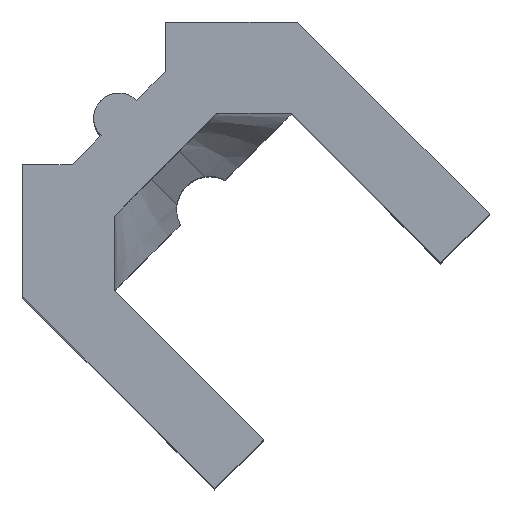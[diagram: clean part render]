
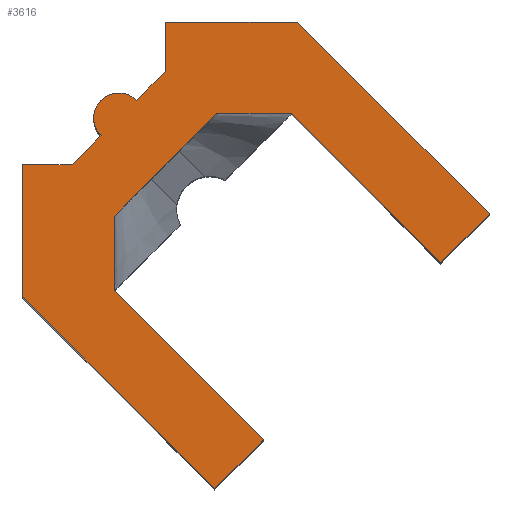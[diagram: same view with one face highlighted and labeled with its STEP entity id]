
A CAD part, top view. The second image highlights one B-rep face of the part: STEP entity #3616.
In plain terms, the highlighted planar face has unit normal (0, 0, 1).
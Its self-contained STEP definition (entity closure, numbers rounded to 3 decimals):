
#143=CIRCLE('',#3957,0.95);
#367=FACE_OUTER_BOUND('',#561,.T.);
#561=EDGE_LOOP('',(#3004,#3005,#3006,#3007,#3008,#3009,#3010,#3011,#3012,
#3013,#3014,#3015,#3016,#3017,#3018,#3019,#3020,#3021,#3022,#3023));
#763=LINE('',#5560,#1128);
#772=LINE('',#5575,#1137);
#790=LINE('',#5601,#1155);
#798=LINE('',#5613,#1163);
#805=LINE('',#5625,#1170);
#817=LINE('',#5641,#1182);
#843=LINE('',#5836,#1208);
#872=LINE('',#5943,#1237);
#900=LINE('',#6162,#1265);
#905=LINE('',#6174,#1270);
#907=LINE('',#6178,#1272);
#911=LINE('',#6185,#1276);
#916=LINE('',#6200,#1281);
#917=LINE('',#6201,#1282);
#918=LINE('',#6203,#1283);
#919=LINE('',#6204,#1284);
#920=LINE('',#6208,#1285);
#921=LINE('',#6210,#1286);
#922=LINE('',#6211,#1287);
#1128=VECTOR('',#4503,10.);
#1137=VECTOR('',#4520,10.);
#1155=VECTOR('',#4548,10.);
#1163=VECTOR('',#4560,10.);
#1170=VECTOR('',#4569,10.);
#1182=VECTOR('',#4585,10.);
#1208=VECTOR('',#4675,10.);
#1237=VECTOR('',#4746,10.);
#1265=VECTOR('',#4834,10.);
#1270=VECTOR('',#4845,10.);
#1272=VECTOR('',#4849,10.);
#1276=VECTOR('',#4855,10.);
#1281=VECTOR('',#4872,10.);
#1282=VECTOR('',#4873,10.);
#1283=VECTOR('',#4874,10.);
#1284=VECTOR('',#4875,10.);
#1285=VECTOR('',#4878,10.);
#1286=VECTOR('',#4879,10.);
#1287=VECTOR('',#4880,10.);
#1554=VERTEX_POINT('',#5557);
#1555=VERTEX_POINT('',#5559);
#1556=VERTEX_POINT('',#5572);
#1557=VERTEX_POINT('',#5574);
#1560=VERTEX_POINT('',#5599);
#1562=VERTEX_POINT('',#5612);
#1566=VERTEX_POINT('',#5623);
#1568=VERTEX_POINT('',#5640);
#1613=VERTEX_POINT('',#5835);
#1647=VERTEX_POINT('',#5940);
#1648=VERTEX_POINT('',#5942);
#1681=VERTEX_POINT('',#6160);
#1685=VERTEX_POINT('',#6173);
#1686=VERTEX_POINT('',#6177);
#1688=VERTEX_POINT('',#6183);
#1692=VERTEX_POINT('',#6199);
#1693=VERTEX_POINT('',#6202);
#1694=VERTEX_POINT('',#6205);
#1695=VERTEX_POINT('',#6207);
#1696=VERTEX_POINT('',#6209);
#1959=EDGE_CURVE('',#1555,#1554,#763,.F.);
#1968=EDGE_CURVE('',#1557,#1556,#772,.F.);
#1986=EDGE_CURVE('',#1556,#1560,#790,.T.);
#1994=EDGE_CURVE('',#1562,#1557,#798,.T.);
#2001=EDGE_CURVE('',#1554,#1566,#805,.T.);
#2013=EDGE_CURVE('',#1568,#1555,#817,.T.);
#2070=EDGE_CURVE('',#1562,#1613,#843,.T.);
#2113=EDGE_CURVE('',#1648,#1647,#872,.T.);
#2167=EDGE_CURVE('',#1681,#1566,#900,.T.);
#2173=EDGE_CURVE('',#1613,#1685,#905,.T.);
#2175=EDGE_CURVE('',#1686,#1681,#907,.T.);
#2179=EDGE_CURVE('',#1688,#1686,#911,.T.);
#2186=EDGE_CURVE('',#1688,#1692,#916,.T.);
#2187=EDGE_CURVE('',#1692,#1685,#917,.T.);
#2188=EDGE_CURVE('',#1560,#1693,#918,.T.);
#2189=EDGE_CURVE('',#1693,#1648,#919,.T.);
#2190=EDGE_CURVE('',#1647,#1694,#143,.T.);
#2191=EDGE_CURVE('',#1694,#1695,#920,.T.);
#2192=EDGE_CURVE('',#1695,#1696,#921,.T.);
#2193=EDGE_CURVE('',#1696,#1568,#922,.T.);
#3004=ORIENTED_EDGE('',*,*,#2175,.F.);
#3005=ORIENTED_EDGE('',*,*,#2179,.F.);
#3006=ORIENTED_EDGE('',*,*,#2186,.T.);
#3007=ORIENTED_EDGE('',*,*,#2187,.T.);
#3008=ORIENTED_EDGE('',*,*,#2173,.F.);
#3009=ORIENTED_EDGE('',*,*,#2070,.F.);
#3010=ORIENTED_EDGE('',*,*,#1994,.T.);
#3011=ORIENTED_EDGE('',*,*,#1968,.T.);
#3012=ORIENTED_EDGE('',*,*,#1986,.T.);
#3013=ORIENTED_EDGE('',*,*,#2188,.T.);
#3014=ORIENTED_EDGE('',*,*,#2189,.T.);
#3015=ORIENTED_EDGE('',*,*,#2113,.T.);
#3016=ORIENTED_EDGE('',*,*,#2190,.T.);
#3017=ORIENTED_EDGE('',*,*,#2191,.T.);
#3018=ORIENTED_EDGE('',*,*,#2192,.T.);
#3019=ORIENTED_EDGE('',*,*,#2193,.T.);
#3020=ORIENTED_EDGE('',*,*,#2013,.T.);
#3021=ORIENTED_EDGE('',*,*,#1959,.T.);
#3022=ORIENTED_EDGE('',*,*,#2001,.T.);
#3023=ORIENTED_EDGE('',*,*,#2167,.F.);
#3437=PLANE('',#3956);
#3616=ADVANCED_FACE('',(#367),#3437,.T.);
#3956=AXIS2_PLACEMENT_3D('',#6198,#4870,#4871);
#3957=AXIS2_PLACEMENT_3D('',#6206,#4876,#4877);
#4503=DIRECTION('',(-0.707,-0.707,0.));
#4520=DIRECTION('',(-0.707,-0.707,0.));
#4548=DIRECTION('',(-0.707,0.707,0.));
#4560=DIRECTION('',(0.707,-0.707,0.));
#4569=DIRECTION('',(-0.707,0.707,0.));
#4585=DIRECTION('',(0.707,-0.707,0.));
#4675=DIRECTION('',(-0.707,-0.707,0.));
#4746=DIRECTION('',(-0.707,-0.707,0.));
#4834=DIRECTION('',(-0.707,-0.707,0.));
#4845=DIRECTION('',(-1.,0.,0.));
#4849=DIRECTION('',(0.,-1.,0.));
#4855=DIRECTION('',(0.707,-0.707,0.));
#4870=DIRECTION('center_axis',(0.,0.,1.));
#4871=DIRECTION('ref_axis',(1.,0.,0.));
#4872=DIRECTION('',(0.707,0.707,0.));
#4873=DIRECTION('',(0.707,-0.707,0.));
#4874=DIRECTION('',(-1.,0.,0.));
#4875=DIRECTION('',(0.,-1.,0.));
#4876=DIRECTION('center_axis',(0.,0.,1.));
#4877=DIRECTION('ref_axis',(1.,0.,0.));
#4878=DIRECTION('',(-0.707,-0.707,0.));
#4879=DIRECTION('',(-1.,0.,0.));
#4880=DIRECTION('',(0.,-1.,0.));
#5557=CARTESIAN_POINT('',(-33.629,26.911,14.475));
#5559=CARTESIAN_POINT('',(-35.474,25.065,14.475));
#5560=CARTESIAN_POINT('',(-32.872,27.667,14.475));
#5572=CARTESIAN_POINT('',(-25.065,35.474,14.475));
#5574=CARTESIAN_POINT('',(-26.911,33.629,14.475));
#5575=CARTESIAN_POINT('',(-28.59,31.949,14.475));
#5599=CARTESIAN_POINT('',(-32.341,42.75,14.475));
#5601=CARTESIAN_POINT('',(-32.341,42.75,14.475));
#5612=CARTESIAN_POINT('',(-32.568,39.285,14.475));
#5613=CARTESIAN_POINT('',(-33.982,40.7,14.475));
#5623=CARTESIAN_POINT('',(-39.285,32.568,14.475));
#5625=CARTESIAN_POINT('',(-40.7,33.982,14.475));
#5640=CARTESIAN_POINT('',(-42.75,32.341,14.475));
#5641=CARTESIAN_POINT('',(-42.75,32.341,14.475));
#5835=CARTESIAN_POINT('',(-32.569,39.284,14.475));
#5836=CARTESIAN_POINT('',(-32.568,39.285,14.475));
#5940=CARTESIAN_POINT('',(-38.437,39.78,14.475));
#5942=CARTESIAN_POINT('',(-37.341,40.876,14.475));
#5943=CARTESIAN_POINT('',(-37.341,40.876,14.475));
#6160=CARTESIAN_POINT('',(-39.284,32.569,14.475));
#6162=CARTESIAN_POINT('',(-39.285,32.568,14.475));
#6173=CARTESIAN_POINT('',(-35.395,39.284,14.475));
#6174=CARTESIAN_POINT('',(-33.68,39.284,14.475));
#6177=CARTESIAN_POINT('',(-39.284,35.395,14.475));
#6178=CARTESIAN_POINT('',(-39.284,33.68,14.475));
#6183=CARTESIAN_POINT('',(-39.285,35.396,14.475));
#6185=CARTESIAN_POINT('',(-39.285,35.396,14.475));
#6198=CARTESIAN_POINT('Origin',(-33.377,33.377,14.475));
#6199=CARTESIAN_POINT('',(-35.396,39.285,14.475));
#6200=CARTESIAN_POINT('',(-33.982,40.7,14.475));
#6201=CARTESIAN_POINT('',(-35.396,39.285,14.475));
#6202=CARTESIAN_POINT('',(-37.341,42.75,14.475));
#6203=CARTESIAN_POINT('',(-37.341,42.75,14.475));
#6204=CARTESIAN_POINT('',(-37.341,40.876,14.475));
#6205=CARTESIAN_POINT('',(-39.78,38.437,14.475));
#6206=CARTESIAN_POINT('Origin',(-39.109,39.109,14.475));
#6207=CARTESIAN_POINT('',(-40.876,37.341,14.475));
#6208=CARTESIAN_POINT('',(-37.341,40.876,14.475));
#6209=CARTESIAN_POINT('',(-42.75,37.341,14.475));
#6210=CARTESIAN_POINT('',(-40.876,37.341,14.475));
#6211=CARTESIAN_POINT('',(-42.75,37.341,14.475));
